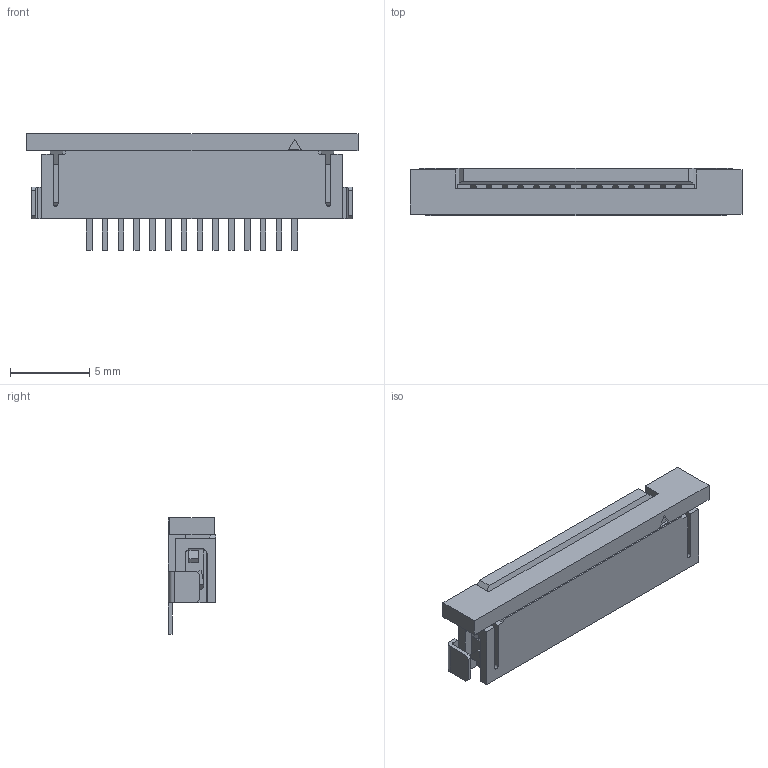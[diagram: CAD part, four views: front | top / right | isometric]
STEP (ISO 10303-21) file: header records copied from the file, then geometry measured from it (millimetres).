
FILE_DESCRIPTION((''),'2;1');
FILE_NAME('522711479','2019-07-23T',('gga'),(''),'PRO/ENGINEER BY PARAMETRIC TECHNOLOGY CORPORATION, 2016010','PRO/ENGINEER BY PARAMETRIC TECHNOLOGY CORPORATION, 2016010','');
FILE_SCHEMA(('CONFIG_CONTROL_DESIGN'));
Length unit declared in the file: millimetre
Products named in the file (1): 522711479
Bounding box: 21 x 3 x 7.4 mm (x, y, z)
Volume: 276.1 mm3; surface area: 695.8 mm2
Topology: 1 solids, 1 shells, 476 faces, 1549 edges, 1044 vertices
Faces by surface type: plane 400, cylinder 76
Entity records: 16876 total; most frequent: CARTESIAN_POINT 3006, ORIENTED_EDGE 2970, DIRECTION 2663, EDGE_CURVE 1485, VECTOR 1389, LINE 1389, VERTEX_POINT 980, AXIS2_PLACEMENT_3D 637
